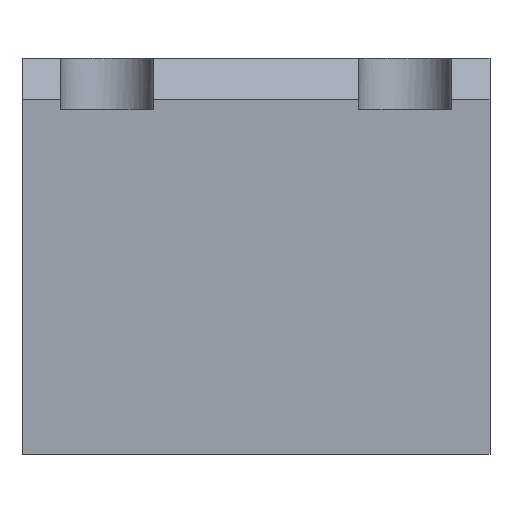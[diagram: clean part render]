
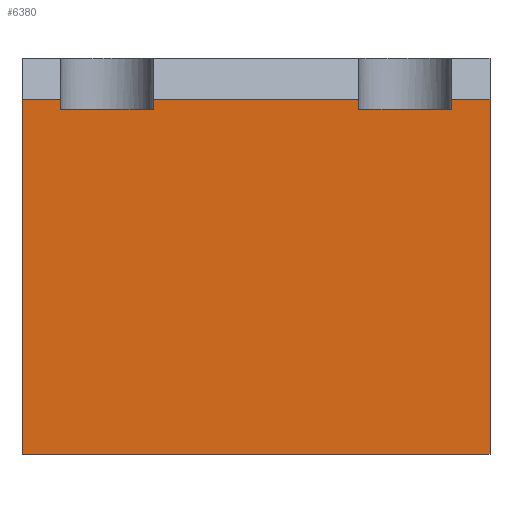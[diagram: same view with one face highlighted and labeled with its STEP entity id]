
A CAD part, front view. The second image highlights one B-rep face of the part: STEP entity #6380.
In plain terms, the highlighted free-form (B-spline) face has degree [1, 1] with [2, 2] control points.
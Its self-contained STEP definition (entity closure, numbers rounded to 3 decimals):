
#5470 = CARTESIAN_POINT ('', (25.5, 0., 69.));
#5480 = VERTEX_POINT ('', #5470);
#5490 = CARTESIAN_POINT ('', (25.5, 0., 67.));
#5500 = VERTEX_POINT ('', #5490);
#5510 = CARTESIAN_POINT ('', (25.5, 0., 69.));
#5520 = CARTESIAN_POINT ('', (25.5, 0., 67.));
#5530 = B_SPLINE_CURVE_WITH_KNOTS ('', 1, (#5510, #5520), .UNSPECIFIED., .F., .U., (2, 2), (0., 1.), .UNSPECIFIED.);
#5540 = EDGE_CURVE ('', #5480, #5500, #5530, .T.);
#5550 = ORIENTED_EDGE ('', *, *, #5540, .T.);
#5560 = CARTESIAN_POINT ('', (7.5, 0., 67.));
#5570 = VERTEX_POINT ('', #5560);
#5580 = CARTESIAN_POINT ('', (25.5, 0., 67.));
#5590 = CARTESIAN_POINT ('', (7.5, 0., 67.));
#5600 = B_SPLINE_CURVE_WITH_KNOTS ('', 1, (#5580, #5590), .UNSPECIFIED., .F., .U., (2, 2), (0., 1.), .UNSPECIFIED.);
#5610 = EDGE_CURVE ('', #5500, #5570, #5600, .T.);
#5620 = ORIENTED_EDGE ('', *, *, #5610, .T.);
#5630 = CARTESIAN_POINT ('', (7.5, 0., 69.));
#5640 = VERTEX_POINT ('', #5630);
#5650 = CARTESIAN_POINT ('', (7.5, 0., 67.));
#5660 = CARTESIAN_POINT ('', (7.5, 0., 69.));
#5670 = B_SPLINE_CURVE_WITH_KNOTS ('', 1, (#5650, #5660), .UNSPECIFIED., .F., .U., (2, 2), (0., 1.), .UNSPECIFIED.);
#5680 = EDGE_CURVE ('', #5570, #5640, #5670, .T.);
#5690 = ORIENTED_EDGE ('', *, *, #5680, .T.);
#5700 = CARTESIAN_POINT ('', (0., 0., 69.));
#5710 = VERTEX_POINT ('', #5700);
#5720 = CARTESIAN_POINT ('', (7.5, 0., 69.));
#5730 = CARTESIAN_POINT ('', (0., 0., 69.));
#5740 = B_SPLINE_CURVE_WITH_KNOTS ('', 1, (#5720, #5730), .UNSPECIFIED., .F., .U., (2, 2), (0., 1.), .UNSPECIFIED.);
#5750 = EDGE_CURVE ('', #5640, #5710, #5740, .T.);
#5760 = ORIENTED_EDGE ('', *, *, #5750, .T.);
#5770 = CARTESIAN_POINT ('', (0., 0., 0.));
#5780 = VERTEX_POINT ('', #5770);
#5790 = CARTESIAN_POINT ('', (0., 0., 69.));
#5800 = CARTESIAN_POINT ('', (0., 0., 0.));
#5810 = B_SPLINE_CURVE_WITH_KNOTS ('', 1, (#5790, #5800), .UNSPECIFIED., .F., .U., (2, 2), (0., 1.), .UNSPECIFIED.);
#5820 = EDGE_CURVE ('', #5710, #5780, #5810, .T.);
#5830 = ORIENTED_EDGE ('', *, *, #5820, .T.);
#5840 = CARTESIAN_POINT ('', (91., 0., 0.));
#5850 = VERTEX_POINT ('', #5840);
#5860 = CARTESIAN_POINT ('', (0., 0., 0.));
#5870 = CARTESIAN_POINT ('', (91., 0., 0.));
#5880 = B_SPLINE_CURVE_WITH_KNOTS ('', 1, (#5860, #5870), .UNSPECIFIED., .F., .U., (2, 2), (0., 1.), .UNSPECIFIED.);
#5890 = EDGE_CURVE ('', #5780, #5850, #5880, .T.);
#5900 = ORIENTED_EDGE ('', *, *, #5890, .T.);
#5910 = CARTESIAN_POINT ('', (91., 0., 69.));
#5920 = VERTEX_POINT ('', #5910);
#5930 = CARTESIAN_POINT ('', (91., 0., 0.));
#5940 = CARTESIAN_POINT ('', (91., 0., 69.));
#5950 = B_SPLINE_CURVE_WITH_KNOTS ('', 1, (#5930, #5940), .UNSPECIFIED., .F., .U., (2, 2), (0., 1.), .UNSPECIFIED.);
#5960 = EDGE_CURVE ('', #5850, #5920, #5950, .T.);
#5970 = ORIENTED_EDGE ('', *, *, #5960, .T.);
#5980 = CARTESIAN_POINT ('', (83.5, 0., 69.));
#5990 = VERTEX_POINT ('', #5980);
#6000 = CARTESIAN_POINT ('', (91., 0., 69.));
#6010 = CARTESIAN_POINT ('', (83.5, 0., 69.));
#6020 = B_SPLINE_CURVE_WITH_KNOTS ('', 1, (#6000, #6010), .UNSPECIFIED., .F., .U., (2, 2), (0., 1.), .UNSPECIFIED.);
#6030 = EDGE_CURVE ('', #5920, #5990, #6020, .T.);
#6040 = ORIENTED_EDGE ('', *, *, #6030, .T.);
#6050 = CARTESIAN_POINT ('', (83.5, 0., 67.));
#6060 = VERTEX_POINT ('', #6050);
#6070 = CARTESIAN_POINT ('', (83.5, 0., 69.));
#6080 = CARTESIAN_POINT ('', (83.5, 0., 67.));
#6090 = B_SPLINE_CURVE_WITH_KNOTS ('', 1, (#6070, #6080), .UNSPECIFIED., .F., .U., (2, 2), (0., 1.), .UNSPECIFIED.);
#6100 = EDGE_CURVE ('', #5990, #6060, #6090, .T.);
#6110 = ORIENTED_EDGE ('', *, *, #6100, .T.);
#6120 = CARTESIAN_POINT ('', (65.5, 0., 67.));
#6130 = VERTEX_POINT ('', #6120);
#6140 = CARTESIAN_POINT ('', (83.5, 0., 67.));
#6150 = CARTESIAN_POINT ('', (65.5, 0., 67.));
#6160 = B_SPLINE_CURVE_WITH_KNOTS ('', 1, (#6140, #6150), .UNSPECIFIED., .F., .U., (2, 2), (0., 1.), .UNSPECIFIED.);
#6170 = EDGE_CURVE ('', #6060, #6130, #6160, .T.);
#6180 = ORIENTED_EDGE ('', *, *, #6170, .T.);
#6190 = CARTESIAN_POINT ('', (65.5, 0., 69.));
#6200 = VERTEX_POINT ('', #6190);
#6210 = CARTESIAN_POINT ('', (65.5, 0., 67.));
#6220 = CARTESIAN_POINT ('', (65.5, 0., 69.));
#6230 = B_SPLINE_CURVE_WITH_KNOTS ('', 1, (#6210, #6220), .UNSPECIFIED., .F., .U., (2, 2), (0., 1.), .UNSPECIFIED.);
#6240 = EDGE_CURVE ('', #6130, #6200, #6230, .T.);
#6250 = ORIENTED_EDGE ('', *, *, #6240, .T.);
#6260 = CARTESIAN_POINT ('', (65.5, 0., 69.));
#6270 = CARTESIAN_POINT ('', (25.5, 0., 69.));
#6280 = B_SPLINE_CURVE_WITH_KNOTS ('', 1, (#6260, #6270), .UNSPECIFIED., .F., .U., (2, 2), (0., 1.), .UNSPECIFIED.);
#6290 = EDGE_CURVE ('', #6200, #5480, #6280, .T.);
#6300 = ORIENTED_EDGE ('', *, *, #6290, .T.);
#6310 = EDGE_LOOP ('', (#5550, #5620, #5690, #5760, #5830, #5900, #5970, #6040, #6110, #6180, #6250, #6300));
#6320 = FACE_OUTER_BOUND ('', #6310, .T.);
#6330 = CARTESIAN_POINT ('', (0., 0., 69.));
#6340 = CARTESIAN_POINT ('', (91., 0., 69.));
#6350 = CARTESIAN_POINT ('', (0., 0., 0.));
#6360 = CARTESIAN_POINT ('', (91., 0., 0.));
#6370 = B_SPLINE_SURFACE_WITH_KNOTS ('', 1, 1, ((#6330, #6340), (#6350, #6360)), .UNSPECIFIED., .F., .F., .U., (2, 2), (2, 2), (0., 1.), (0., 1.), .UNSPECIFIED.);
#6380 = ADVANCED_FACE ('', (#6320), #6370, .T.);
